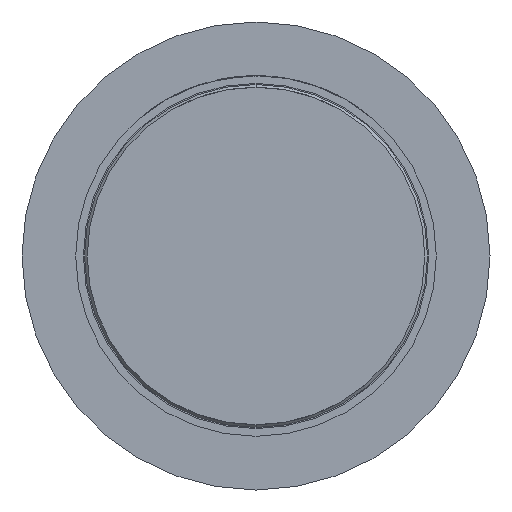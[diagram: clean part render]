
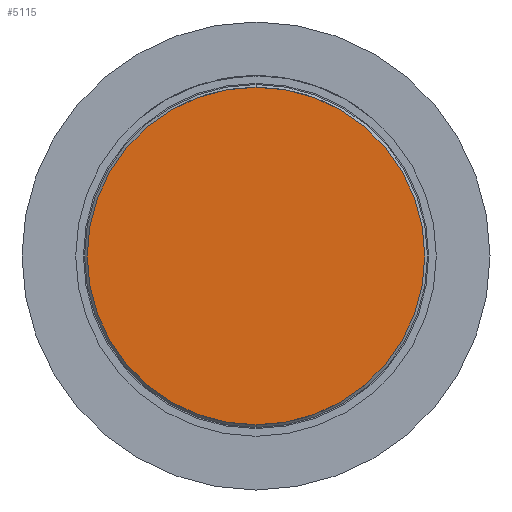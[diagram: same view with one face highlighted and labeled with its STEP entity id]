
A CAD part, front view. The second image highlights one B-rep face of the part: STEP entity #5115.
In plain terms, the highlighted planar face has unit normal (0, -1, 0).
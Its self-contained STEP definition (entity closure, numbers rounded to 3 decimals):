
#316 = AXIS2_PLACEMENT_3D ( 'NONE', #1525, #4920, #5940 ) ;
#740 = FACE_OUTER_BOUND ( 'NONE', #2047, .T. ) ;
#1109 = CARTESIAN_POINT ( 'NONE',  ( -2.2, 0., 0. ) ) ;
#1303 = CIRCLE ( 'NONE', #3983, 2.2 ) ;
#1491 = CIRCLE ( 'NONE', #6276, 2.2 ) ;
#1508 = CARTESIAN_POINT ( 'NONE',  ( 2.2, 0., 0. ) ) ;
#1525 = CARTESIAN_POINT ( 'NONE',  ( 0., 0., -1.9 ) ) ;
#1948 = ORIENTED_EDGE ( 'NONE', *, *, #2657, .T. ) ;
#2047 = EDGE_LOOP ( 'NONE', ( #1948, #5373 ) ) ;
#2169 = DIRECTION ( 'NONE',  ( -1., 0., 0. ) ) ;
#2470 = PLANE ( 'NONE',  #316 ) ;
#2657 = EDGE_CURVE ( 'Defeature ausgef�hrt4_58+Defeature ausgef�hrt4_59+Defeature ausgef�hrt4_59+Defeature ausgef�hrt4_59', #3980, #6130, #1303, .T. ) ;
#3130 = CARTESIAN_POINT ( 'NONE',  ( 0., 0., 0. ) ) ;
#3305 = DIRECTION ( 'NONE',  ( 0., -1., 0. ) ) ;
#3773 = CARTESIAN_POINT ( 'NONE',  ( 0., 0., 0. ) ) ;
#3980 = VERTEX_POINT ( 'NONE', #1109 ) ;
#3983 = AXIS2_PLACEMENT_3D ( 'NONE', #3773, #3305, #6192 ) ;
#4920 = DIRECTION ( 'NONE',  ( 0., 1., 0. ) ) ;
#5115 = ADVANCED_FACE ( 'Defeature ausgef�hrt4_58', ( #740 ), #2470, .F. ) ;
#5373 = ORIENTED_EDGE ( 'NONE', *, *, #5723, .T. ) ;
#5723 = EDGE_CURVE ( 'Defeature ausgef�hrt4_58+Defeature ausgef�hrt4_59+Defeature ausgef�hrt4_59+Defeature ausgef�hrt4_59', #6130, #3980, #1491, .T. ) ;
#5940 = DIRECTION ( 'NONE',  ( 1., 0., 0. ) ) ;
#6013 = DIRECTION ( 'NONE',  ( 0., -1., 0. ) ) ;
#6130 = VERTEX_POINT ( 'NONE', #1508 ) ;
#6192 = DIRECTION ( 'NONE',  ( -1., 0., 0. ) ) ;
#6276 = AXIS2_PLACEMENT_3D ( 'NONE', #3130, #6013, #2169 ) ;
